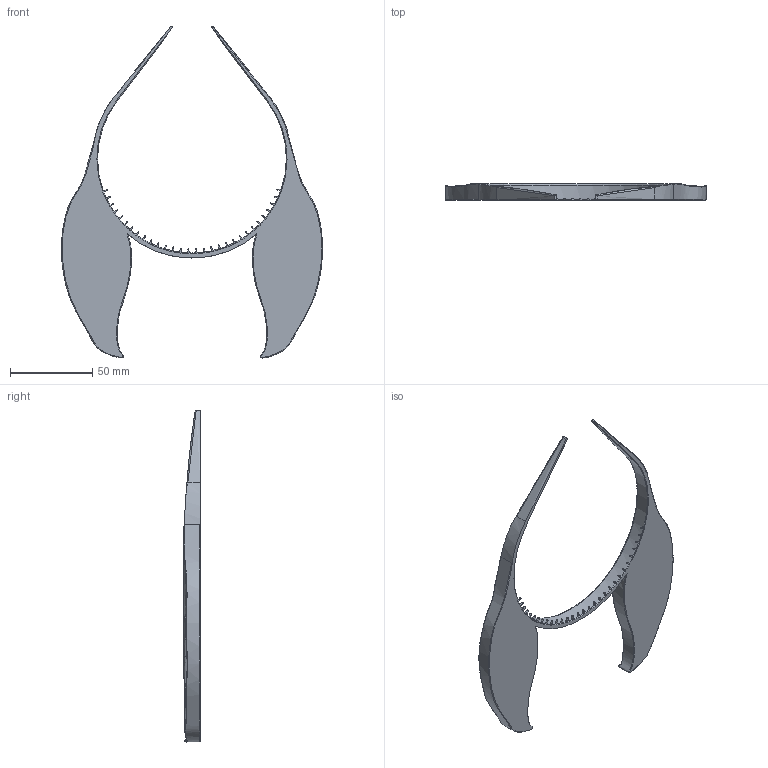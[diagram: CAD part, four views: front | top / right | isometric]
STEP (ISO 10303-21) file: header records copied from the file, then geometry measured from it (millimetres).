
FILE_DESCRIPTION(/* description */ (''),/* implementation_level */ '2;1');
FILE_NAME(/* name */ 'headband-v2.stp',/* time_stamp */ '2024-12-01T21:33:37Z',/* author */ ('iwheard'),/* organization */ (''),/* preprocessor_version */ 'ST-DEVELOPER v19',/* originating_system */ 'Autodesk Inventor 2023',/* authorisation */ '');
FILE_SCHEMA (('AUTOMOTIVE_DESIGN { 1 0 10303 214 3 1 1 }'));
Length unit declared in the file: millimetre
Products named in the file (1): headband-v2
Bounding box: 158.9 x 10 x 202.12 mm (x, y, z)
Volume: 13421.1 mm3; surface area: 25816.4 mm2
Topology: 1 solids, 1 shells, 301 faces, 842 edges, 508 vertices
Faces by surface type: bspline 195, plane 49, cone 36, cylinder 18, sphere 2, torus 1
Entity records: 26995 total; most frequent: CARTESIAN_POINT 20810, ORIENTED_EDGE 1612, EDGE_CURVE 806, DIRECTION 780, VERTEX_POINT 507, B_SPLINE_CURVE_WITH_KNOTS 470, AXIS2_PLACEMENT_3D 337, FACE_OUTER_BOUND 301
